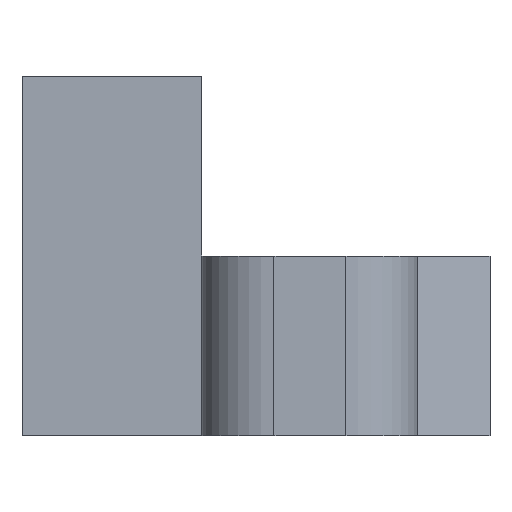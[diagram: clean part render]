
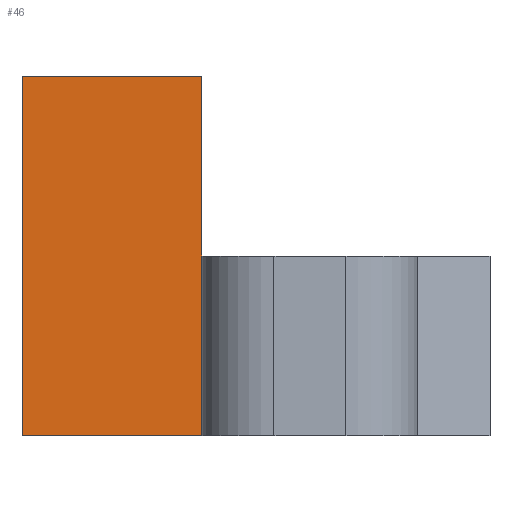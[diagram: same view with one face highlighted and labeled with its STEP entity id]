
A CAD part, front view. The second image highlights one B-rep face of the part: STEP entity #46.
In plain terms, the highlighted face is planar.
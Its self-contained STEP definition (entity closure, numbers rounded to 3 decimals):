
#31 = DIRECTION ( 'NONE',  ( 1., 0., 0. ) ) ;
#46 = ADVANCED_FACE ( 'NONE', ( #2812 ), #366, .T. ) ;
#114 = VERTEX_POINT ( 'NONE', #2488 ) ;
#139 = DIRECTION ( 'NONE',  ( 0., 0., 1. ) ) ;
#366 = PLANE ( 'NONE',  #6313 ) ;
#457 = CARTESIAN_POINT ( 'NONE',  ( 53.515, 827.538, -22.5 ) ) ;
#584 = VECTOR ( 'NONE', #3207, 1000. ) ;
#606 = VECTOR ( 'NONE', #6380, 1000. ) ;
#963 = CARTESIAN_POINT ( 'NONE',  ( 58.515, 827.538, -22.5 ) ) ;
#1367 = DIRECTION ( 'NONE',  ( 0., 0., -1. ) ) ;
#1430 = CARTESIAN_POINT ( 'NONE',  ( 58.515, 827.538, -32.5 ) ) ;
#1909 = VERTEX_POINT ( 'NONE', #3578 ) ;
#2488 = CARTESIAN_POINT ( 'NONE',  ( 58.515, 827.538, -22.5 ) ) ;
#2812 = FACE_OUTER_BOUND ( 'NONE', #5745, .T. ) ;
#2888 = EDGE_CURVE ( 'NONE', #2975, #114, #5645, .T. ) ;
#2969 = VERTEX_POINT ( 'NONE', #457 ) ;
#2975 = VERTEX_POINT ( 'NONE', #3807 ) ;
#3073 = VECTOR ( 'NONE', #3955, 1000. ) ;
#3134 = CARTESIAN_POINT ( 'NONE',  ( 58.515, 827.538, -32.5 ) ) ;
#3207 = DIRECTION ( 'NONE',  ( 0., 0., 1. ) ) ;
#3239 = CARTESIAN_POINT ( 'NONE',  ( 58.515, 827.538, -32.5 ) ) ;
#3386 = LINE ( 'NONE', #963, #3073 ) ;
#3578 = CARTESIAN_POINT ( 'NONE',  ( 58.515, 827.538, -32.5 ) ) ;
#3807 = CARTESIAN_POINT ( 'NONE',  ( 58.515, 827.538, -27.5 ) ) ;
#3808 = CARTESIAN_POINT ( 'NONE',  ( 58.515, 827.538, -32.5 ) ) ;
#3888 = VECTOR ( 'NONE', #139, 1000. ) ;
#3955 = DIRECTION ( 'NONE',  ( 1., 0., 0. ) ) ;
#4030 = ORIENTED_EDGE ( 'NONE', *, *, #5129, .F. ) ;
#4072 = ORIENTED_EDGE ( 'NONE', *, *, #4456, .T. ) ;
#4362 = EDGE_CURVE ( 'NONE', #4833, #2969, #5436, .T. ) ;
#4456 = EDGE_CURVE ( 'NONE', #2969, #114, #3386, .T. ) ;
#4553 = LINE ( 'NONE', #3134, #3888 ) ;
#4833 = VERTEX_POINT ( 'NONE', #6304 ) ;
#5129 = EDGE_CURVE ( 'NONE', #1909, #2975, #4553, .T. ) ;
#5436 = LINE ( 'NONE', #6349, #606 ) ;
#5529 = VECTOR ( 'NONE', #31, 1000. ) ;
#5592 = ORIENTED_EDGE ( 'NONE', *, *, #4362, .T. ) ;
#5645 = LINE ( 'NONE', #3239, #584 ) ;
#5744 = ORIENTED_EDGE ( 'NONE', *, *, #2888, .F. ) ;
#5745 = EDGE_LOOP ( 'NONE', ( #4072, #5744, #4030, #5855, #5592 ) ) ;
#5761 = DIRECTION ( 'NONE',  ( 0., 1., 0. ) ) ;
#5823 = LINE ( 'NONE', #1430, #5529 ) ;
#5855 = ORIENTED_EDGE ( 'NONE', *, *, #6250, .F. ) ;
#6250 = EDGE_CURVE ( 'NONE', #4833, #1909, #5823, .T. ) ;
#6304 = CARTESIAN_POINT ( 'NONE',  ( 53.515, 827.538, -32.5 ) ) ;
#6313 = AXIS2_PLACEMENT_3D ( 'NONE', #3808, #5761, #1367 ) ;
#6349 = CARTESIAN_POINT ( 'NONE',  ( 53.515, 827.538, -32.5 ) ) ;
#6380 = DIRECTION ( 'NONE',  ( 0., 0., 1. ) ) ;
